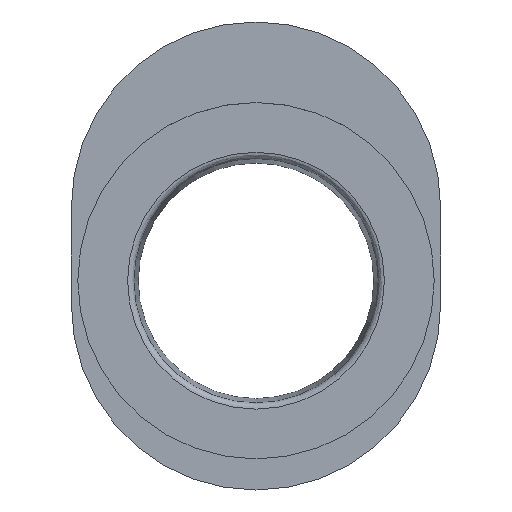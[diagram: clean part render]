
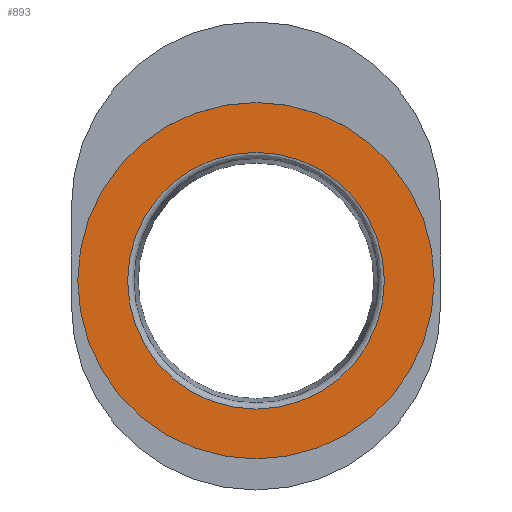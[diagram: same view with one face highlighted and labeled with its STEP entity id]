
A CAD part, top view. The second image highlights one B-rep face of the part: STEP entity #893.
In plain terms, the highlighted planar face has unit normal (0, 0, 1).
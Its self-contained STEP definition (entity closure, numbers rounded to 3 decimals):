
#717 = CYLINDRICAL_SURFACE('',#718,7.217);
#718 = AXIS2_PLACEMENT_3D('',#719,#720,#721);
#719 = CARTESIAN_POINT('',(-9.,21.5,36.2));
#720 = DIRECTION('',(0.,0.,-1.));
#721 = DIRECTION('',(1.,0.,0.));
#749 = SURFACE_OF_REVOLUTION('',#750,#755);
#750 = CIRCLE('',#751,0.25);
#751 = AXIS2_PLACEMENT_3D('',#752,#753,#754);
#752 = CARTESIAN_POINT('',(-3.801,21.5,35.15));
#753 = DIRECTION('',(0.,1.,0.));
#754 = DIRECTION('',(0.,0.,1.));
#755 = AXIS1_PLACEMENT('',#756,#757);
#756 = CARTESIAN_POINT('',(-9.,21.5,49.554));
#757 = DIRECTION('',(0.,0.,-1.));
#793 = VERTEX_POINT('',#794);
#794 = CARTESIAN_POINT('',(-1.783,21.5,35.4));
#815 = EDGE_CURVE('',#793,#793,#816,.T.);
#816 = SURFACE_CURVE('',#817,(#822,#829),.PCURVE_S1.);
#817 = CIRCLE('',#818,7.217);
#818 = AXIS2_PLACEMENT_3D('',#819,#820,#821);
#819 = CARTESIAN_POINT('',(-9.,21.5,35.4));
#820 = DIRECTION('',(0.,0.,-1.));
#821 = DIRECTION('',(1.,0.,0.));
#822 = PCURVE('',#717,#823);
#823 = DEFINITIONAL_REPRESENTATION('',(#824),#828);
#824 = LINE('',#825,#826);
#825 = CARTESIAN_POINT('',(0.,0.8));
#826 = VECTOR('',#827,1.);
#827 = DIRECTION('',(1.,0.));
#828 = ( GEOMETRIC_REPRESENTATION_CONTEXT(2) 
PARAMETRIC_REPRESENTATION_CONTEXT() REPRESENTATION_CONTEXT('2D SPACE',''
  ) );
#829 = PCURVE('',#830,#835);
#830 = PLANE('',#831);
#831 = AXIS2_PLACEMENT_3D('',#832,#833,#834);
#832 = CARTESIAN_POINT('',(-9.,21.5,35.4));
#833 = DIRECTION('',(0.,0.,-1.));
#834 = DIRECTION('',(1.,0.,0.));
#835 = DEFINITIONAL_REPRESENTATION('',(#836),#840);
#836 = CIRCLE('',#837,7.217);
#837 = AXIS2_PLACEMENT_2D('',#838,#839);
#838 = CARTESIAN_POINT('',(0.,0.));
#839 = DIRECTION('',(1.,0.));
#840 = ( GEOMETRIC_REPRESENTATION_CONTEXT(2) 
PARAMETRIC_REPRESENTATION_CONTEXT() REPRESENTATION_CONTEXT('2D SPACE',''
  ) );
#848 = VERTEX_POINT('',#849);
#849 = CARTESIAN_POINT('',(-3.801,21.5,35.4));
#871 = EDGE_CURVE('',#848,#848,#872,.T.);
#872 = SURFACE_CURVE('',#873,(#878,#885),.PCURVE_S1.);
#873 = CIRCLE('',#874,5.199);
#874 = AXIS2_PLACEMENT_3D('',#875,#876,#877);
#875 = CARTESIAN_POINT('',(-9.,21.5,35.4));
#876 = DIRECTION('',(0.,0.,-1.));
#877 = DIRECTION('',(1.,0.,0.));
#878 = PCURVE('',#749,#879);
#879 = DEFINITIONAL_REPRESENTATION('',(#880),#884);
#880 = LINE('',#881,#882);
#881 = CARTESIAN_POINT('',(0.,6.283));
#882 = VECTOR('',#883,1.);
#883 = DIRECTION('',(1.,0.));
#884 = ( GEOMETRIC_REPRESENTATION_CONTEXT(2) 
PARAMETRIC_REPRESENTATION_CONTEXT() REPRESENTATION_CONTEXT('2D SPACE',''
  ) );
#885 = PCURVE('',#830,#886);
#886 = DEFINITIONAL_REPRESENTATION('',(#887),#891);
#887 = CIRCLE('',#888,5.199);
#888 = AXIS2_PLACEMENT_2D('',#889,#890);
#889 = CARTESIAN_POINT('',(0.,0.));
#890 = DIRECTION('',(1.,0.));
#891 = ( GEOMETRIC_REPRESENTATION_CONTEXT(2) 
PARAMETRIC_REPRESENTATION_CONTEXT() REPRESENTATION_CONTEXT('2D SPACE',''
  ) );
#893 = ADVANCED_FACE('',(#894,#897),#830,.F.);
#894 = FACE_BOUND('',#895,.F.);
#895 = EDGE_LOOP('',(#896));
#896 = ORIENTED_EDGE('',*,*,#815,.T.);
#897 = FACE_BOUND('',#898,.F.);
#898 = EDGE_LOOP('',(#899));
#899 = ORIENTED_EDGE('',*,*,#871,.F.);
